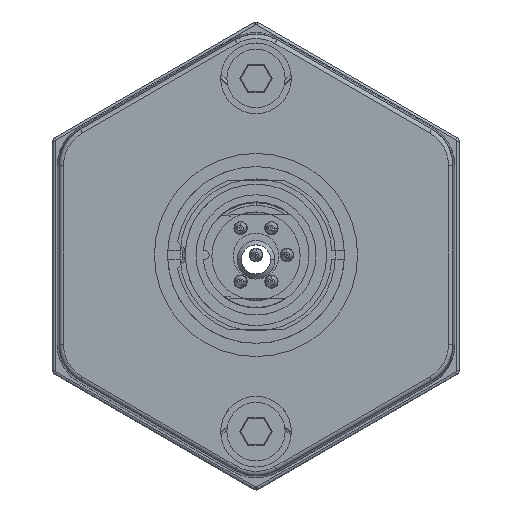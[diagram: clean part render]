
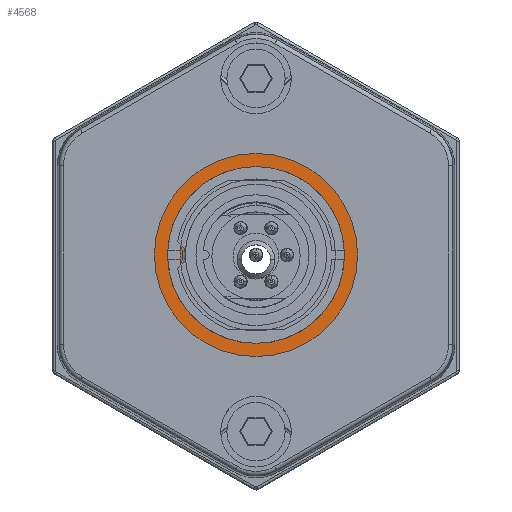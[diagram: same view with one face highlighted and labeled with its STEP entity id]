
A CAD part, top view. The second image highlights one B-rep face of the part: STEP entity #4568.
In plain terms, the highlighted planar face has unit normal (0, 0, 1).
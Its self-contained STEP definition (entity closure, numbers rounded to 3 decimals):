
#82 = VERTEX_POINT ( 'NONE', #39731 ) ;
#616 = DIRECTION ( 'NONE',  ( 1., 0., 0. ) ) ;
#836 = DIRECTION ( 'NONE',  ( 1., 0., 0. ) ) ;
#1036 = DIRECTION ( 'NONE',  ( 1., 0., 0. ) ) ;
#2462 = VECTOR ( 'NONE', #20766, 1000. ) ;
#3039 = DIRECTION ( 'NONE',  ( 1., 0., 0. ) ) ;
#3573 = EDGE_LOOP ( 'NONE', ( #22972, #13287, #28716, #20162, #12537, #16445 ) ) ;
#3661 = EDGE_CURVE ( 'NONE', #7039, #29825, #28468, .T. ) ;
#3961 = CIRCLE ( 'NONE', #37876, 11.5 ) ;
#4568 = ADVANCED_FACE ( 'NONE', ( #36308, #20395 ), #38753, .T. ) ;
#7025 = CIRCLE ( 'NONE', #18297, 2. ) ;
#7039 = VERTEX_POINT ( 'NONE', #30491 ) ;
#7921 = LINE ( 'NONE', #22514, #40741 ) ;
#8504 = DIRECTION ( 'NONE',  ( 0., 0., 1. ) ) ;
#9210 = CIRCLE ( 'NONE', #10508, 9. ) ;
#10177 = CARTESIAN_POINT ( 'NONE',  ( 0., 0., 59.3 ) ) ;
#10508 = AXIS2_PLACEMENT_3D ( 'NONE', #41116, #22046, #3039 ) ;
#12537 = ORIENTED_EDGE ( 'NONE', *, *, #20341, .T. ) ;
#13053 = EDGE_CURVE ( 'NONE', #31386, #82, #9210, .T. ) ;
#13180 = ORIENTED_EDGE ( 'NONE', *, *, #26796, .T. ) ;
#13203 = DIRECTION ( 'NONE',  ( 1., 0., 0. ) ) ;
#13287 = ORIENTED_EDGE ( 'NONE', *, *, #25760, .T. ) ;
#13375 = DIRECTION ( 'NONE',  ( 1., 0., 0. ) ) ;
#14134 = DIRECTION ( 'NONE',  ( 0., 0., -1. ) ) ;
#14748 = CARTESIAN_POINT ( 'NONE',  ( 11.5, 0., 59.3 ) ) ;
#14929 = CARTESIAN_POINT ( 'NONE',  ( -11.5, 0., 59.3 ) ) ;
#15223 = EDGE_CURVE ( 'NONE', #82, #39036, #7025, .T. ) ;
#16120 = EDGE_LOOP ( 'NONE', ( #30729, #13180 ) ) ;
#16445 = ORIENTED_EDGE ( 'NONE', *, *, #29665, .T. ) ;
#17132 = AXIS2_PLACEMENT_3D ( 'NONE', #38654, #19622, #616 ) ;
#17562 = CARTESIAN_POINT ( 'NONE',  ( -2.958, -8.5, 59.3 ) ) ;
#18176 = CARTESIAN_POINT ( 'NONE',  ( -2.958, -8.5, 59.3 ) ) ;
#18297 = AXIS2_PLACEMENT_3D ( 'NONE', #27518, #8504, #30668 ) ;
#19031 = CARTESIAN_POINT ( 'NONE',  ( -2.958, 8.5, 59.3 ) ) ;
#19622 = DIRECTION ( 'NONE',  ( 0., 0., -1. ) ) ;
#19850 = DIRECTION ( 'NONE',  ( 0., 0., 1. ) ) ;
#20060 = DIRECTION ( 'NONE',  ( 0., 0., 1. ) ) ;
#20162 = ORIENTED_EDGE ( 'NONE', *, *, #15223, .T. ) ;
#20341 = EDGE_CURVE ( 'NONE', #39036, #20656, #37222, .T. ) ;
#20395 = FACE_BOUND ( 'NONE', #3573, .T. ) ;
#20656 = VERTEX_POINT ( 'NONE', #19031 ) ;
#20668 = CARTESIAN_POINT ( 'NONE',  ( 2.958, -8.5, 59.3 ) ) ;
#20766 = DIRECTION ( 'NONE',  ( -1., 0., 0. ) ) ;
#21922 = CARTESIAN_POINT ( 'NONE',  ( -8.888, 1.416, 59.3 ) ) ;
#22046 = DIRECTION ( 'NONE',  ( 0., 0., -1. ) ) ;
#22514 = CARTESIAN_POINT ( 'NONE',  ( -2.958, 8.5, 59.3 ) ) ;
#22972 = ORIENTED_EDGE ( 'NONE', *, *, #3661, .T. ) ;
#25760 = EDGE_CURVE ( 'NONE', #29825, #31386, #26805, .T. ) ;
#26161 = AXIS2_PLACEMENT_3D ( 'NONE', #10177, #32372, #13375 ) ;
#26796 = EDGE_CURVE ( 'NONE', #39456, #37253, #38182, .T. ) ;
#26805 = LINE ( 'NONE', #17562, #2462 ) ;
#27518 = CARTESIAN_POINT ( 'NONE',  ( -10.3, 0., 59.3 ) ) ;
#28468 = CIRCLE ( 'NONE', #29496, 9. ) ;
#28716 = ORIENTED_EDGE ( 'NONE', *, *, #13053, .T. ) ;
#29496 = AXIS2_PLACEMENT_3D ( 'NONE', #33141, #14134, #36366 ) ;
#29665 = EDGE_CURVE ( 'NONE', #20656, #7039, #7921, .T. ) ;
#29825 = VERTEX_POINT ( 'NONE', #20668 ) ;
#30491 = CARTESIAN_POINT ( 'NONE',  ( 2.958, 8.5, 59.3 ) ) ;
#30668 = DIRECTION ( 'NONE',  ( 1., 0., 0. ) ) ;
#30729 = ORIENTED_EDGE ( 'NONE', *, *, #37048, .T. ) ;
#31386 = VERTEX_POINT ( 'NONE', #18176 ) ;
#32372 = DIRECTION ( 'NONE',  ( 0., 0., 1. ) ) ;
#33141 = CARTESIAN_POINT ( 'NONE',  ( 0., 0., 59.3 ) ) ;
#34152 = AXIS2_PLACEMENT_3D ( 'NONE', #38890, #19850, #836 ) ;
#36308 = FACE_OUTER_BOUND ( 'NONE', #16120, .T. ) ;
#36366 = DIRECTION ( 'NONE',  ( 1., 0., 0. ) ) ;
#37048 = EDGE_CURVE ( 'NONE', #37253, #39456, #3961, .T. ) ;
#37222 = CIRCLE ( 'NONE', #17132, 9. ) ;
#37253 = VERTEX_POINT ( 'NONE', #14748 ) ;
#37876 = AXIS2_PLACEMENT_3D ( 'NONE', #39093, #20060, #1036 ) ;
#38182 = CIRCLE ( 'NONE', #26161, 11.5 ) ;
#38654 = CARTESIAN_POINT ( 'NONE',  ( 0., 0., 59.3 ) ) ;
#38753 = PLANE ( 'NONE',  #34152 ) ;
#38890 = CARTESIAN_POINT ( 'NONE',  ( 0., 0., 59.3 ) ) ;
#39036 = VERTEX_POINT ( 'NONE', #21922 ) ;
#39093 = CARTESIAN_POINT ( 'NONE',  ( 0., 0., 59.3 ) ) ;
#39456 = VERTEX_POINT ( 'NONE', #14929 ) ;
#39731 = CARTESIAN_POINT ( 'NONE',  ( -8.888, -1.416, 59.3 ) ) ;
#40741 = VECTOR ( 'NONE', #13203, 1000. ) ;
#41116 = CARTESIAN_POINT ( 'NONE',  ( 0., 0., 59.3 ) ) ;
